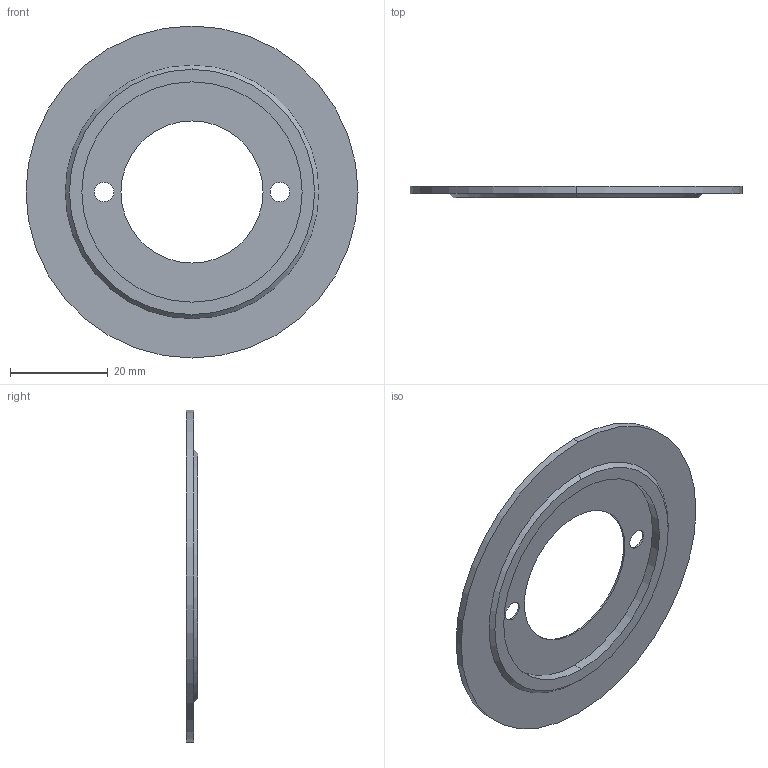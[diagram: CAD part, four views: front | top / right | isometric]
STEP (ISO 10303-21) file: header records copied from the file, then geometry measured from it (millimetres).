
FILE_DESCRIPTION (( 'STEP AP203' ), '1' );
FILE_NAME ('part of a pulley.STEP', '2020-10-07T08:01:06', ( '' ), ( '' ), 'SwSTEP 2.0', 'SolidWorks 2019', '' );
FILE_SCHEMA (( 'CONFIG_CONTROL_DESIGN' ));
Length unit declared in the file: millimetre
Products named in the file (1): part of a pulley
Bounding box: 68 x 2.35 x 68 mm (x, y, z)
Volume: 3750.9 mm3; surface area: 6584 mm2
Topology: 1 solids, 1 shells, 16 faces, 36 edges, 24 vertices
Faces by surface type: cylinder 10, plane 4, cone 2
Entity records: 553 total; most frequent: DIRECTION 94, CARTESIAN_POINT 77, ORIENTED_EDGE 72, AXIS2_PLACEMENT_3D 41, EDGE_CURVE 36, EDGE_LOOP 24, CIRCLE 24, VERTEX_POINT 24
